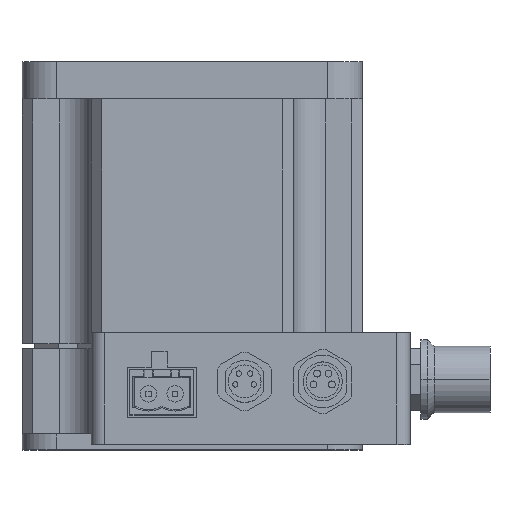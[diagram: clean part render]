
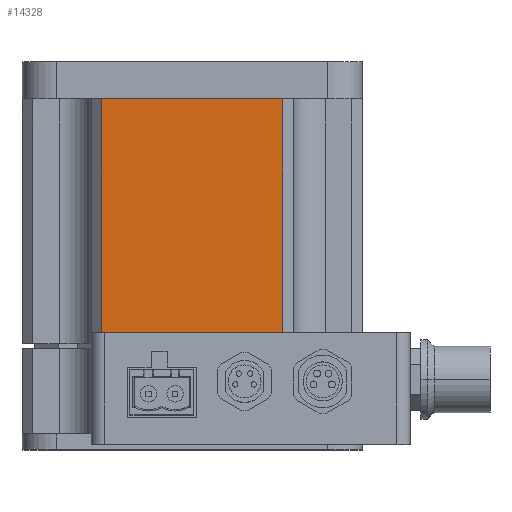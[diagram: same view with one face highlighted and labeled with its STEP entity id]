
A CAD part, top view. The second image highlights one B-rep face of the part: STEP entity #14328.
In plain terms, the highlighted planar face has unit normal (0, 0, 1).
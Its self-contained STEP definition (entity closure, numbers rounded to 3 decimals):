
#86 = AXIS2_PLACEMENT_3D ( 'NONE', #7118, #5869, #9289 ) ;
#171 = EDGE_CURVE ( 'NONE', #10387, #2202, #9400, .T. ) ;
#401 = ORIENTED_EDGE ( 'NONE', *, *, #4947, .F. ) ;
#968 = VERTEX_POINT ( 'NONE', #9231 ) ;
#1617 = ORIENTED_EDGE ( 'NONE', *, *, #2949, .F. ) ;
#2202 = VERTEX_POINT ( 'NONE', #4759 ) ;
#2690 = VECTOR ( 'NONE', #14556, 1000. ) ;
#2949 = EDGE_CURVE ( 'NONE', #968, #2202, #4359, .T. ) ;
#3486 = CARTESIAN_POINT ( 'NONE',  ( 25.5, 66., 32. ) ) ;
#3763 = DIRECTION ( 'NONE',  ( 1., 0., 0. ) ) ;
#3916 = VECTOR ( 'NONE', #10135, 1000. ) ;
#4359 = LINE ( 'NONE', #10007, #2690 ) ;
#4759 = CARTESIAN_POINT ( 'NONE',  ( 17., 20., 32. ) ) ;
#4947 = EDGE_CURVE ( 'NONE', #7592, #968, #9132, .T. ) ;
#5869 = DIRECTION ( 'NONE',  ( 0., 0., -1. ) ) ;
#5874 = VECTOR ( 'NONE', #13755, 1000. ) ;
#6618 = ORIENTED_EDGE ( 'NONE', *, *, #171, .T. ) ;
#7118 = CARTESIAN_POINT ( 'NONE',  ( -17., 500000., 32. ) ) ;
#7369 = CARTESIAN_POINT ( 'NONE',  ( -17., 66., 32. ) ) ;
#7469 = ORIENTED_EDGE ( 'NONE', *, *, #8954, .T. ) ;
#7592 = VERTEX_POINT ( 'NONE', #7369 ) ;
#7655 = CARTESIAN_POINT ( 'NONE',  ( -17., 500000., 32. ) ) ;
#8252 = PLANE ( 'NONE',  #86 ) ;
#8437 = CARTESIAN_POINT ( 'NONE',  ( -17., 20., 32. ) ) ;
#8688 = VECTOR ( 'NONE', #3763, 1000. ) ;
#8954 = EDGE_CURVE ( 'NONE', #7592, #10387, #11318, .T. ) ;
#9132 = LINE ( 'NONE', #3486, #5874 ) ;
#9231 = CARTESIAN_POINT ( 'NONE',  ( 17., 66., 32. ) ) ;
#9289 = DIRECTION ( 'NONE',  ( -1., 0., 0. ) ) ;
#9363 = FACE_OUTER_BOUND ( 'NONE', #9969, .T. ) ;
#9400 = LINE ( 'NONE', #8437, #8688 ) ;
#9969 = EDGE_LOOP ( 'NONE', ( #401, #7469, #6618, #1617 ) ) ;
#10007 = CARTESIAN_POINT ( 'NONE',  ( 17., 500000., 32. ) ) ;
#10135 = DIRECTION ( 'NONE',  ( 0., -1., 0. ) ) ;
#10387 = VERTEX_POINT ( 'NONE', #10488 ) ;
#10488 = CARTESIAN_POINT ( 'NONE',  ( -17., 20., 32. ) ) ;
#11318 = LINE ( 'NONE', #7655, #3916 ) ;
#13755 = DIRECTION ( 'NONE',  ( 1., 0., 0. ) ) ;
#14328 = ADVANCED_FACE ( 'NONE', ( #9363 ), #8252, .F. ) ;
#14556 = DIRECTION ( 'NONE',  ( 0., -1., 0. ) ) ;
